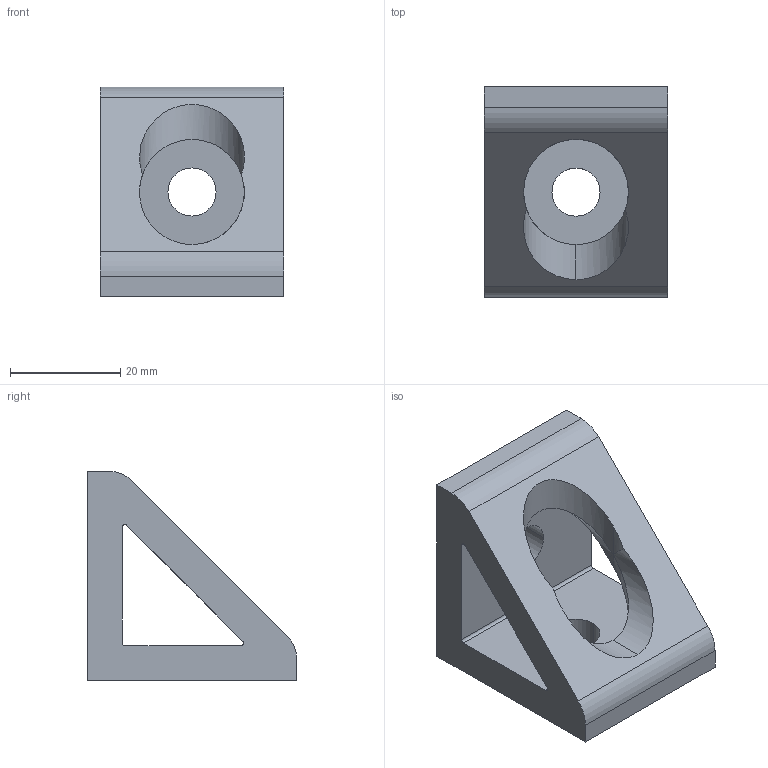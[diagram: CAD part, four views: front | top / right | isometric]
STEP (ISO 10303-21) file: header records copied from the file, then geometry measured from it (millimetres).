
FILE_DESCRIPTION((''),'2;1');
FILE_NAME('15CB4840.stp','2006-03-13T15:40:38',('Shawn Mantel'),('Faztek, LLC'),'Mechanical Desktop 2005','Mechanical Desktop 2005',', , ');
FILE_SCHEMA(('CONFIG_CONTROL_DESIGN'));
Length unit declared in the file: inch
Products named in the file (1): Product
Bounding box: 33.27 x 38.1 x 38.1 mm (x, y, z)
Volume: 19102.1 mm3; surface area: 7957.3 mm2
Topology: 1 solids, 1 shells, 34 faces, 93 edges, 60 vertices
Faces by surface type: cylinder 23, plane 11
Entity records: 1278 total; most frequent: CARTESIAN_POINT 274, DIRECTION 199, ORIENTED_EDGE 186, EDGE_CURVE 93, AXIS2_PLACEMENT_3D 77, VERTEX_POINT 60, VECTOR 45, LINE 45
